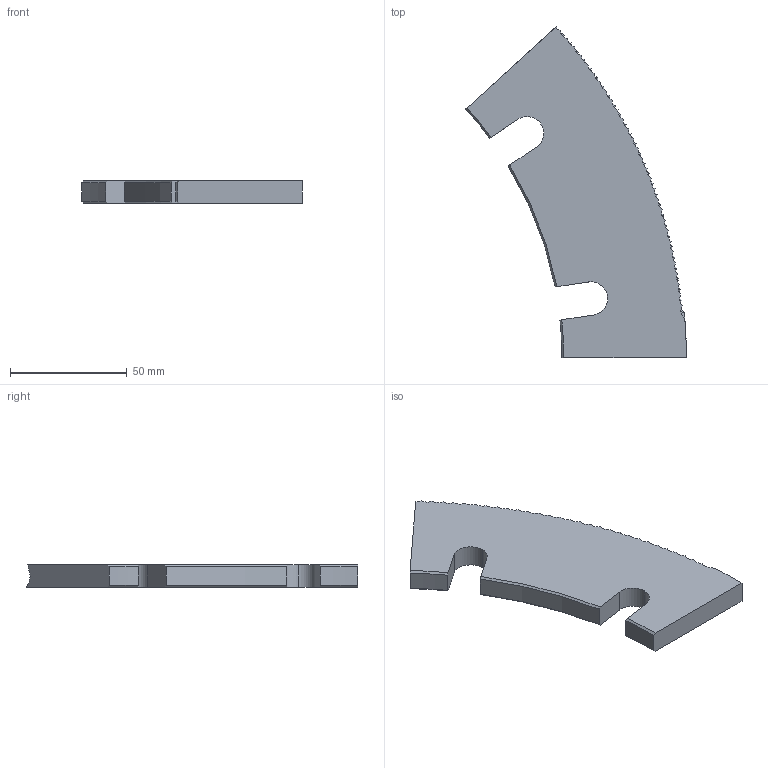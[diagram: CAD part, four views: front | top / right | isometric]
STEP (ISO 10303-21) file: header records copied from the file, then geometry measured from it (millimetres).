
FILE_DESCRIPTION (( 'STEP AP203' ), '1' );
FILE_NAME ('M231157-S.STEP', '2022-04-27T15:34:41', ( '' ), ( '' ), 'SwSTEP 2.0', 'SolidWorks 2020', '' );
FILE_SCHEMA (( 'CONFIG_CONTROL_DESIGN' ));
Length unit declared in the file: inch
Products named in the file (1): M231157-S
Bounding box: 94.33 x 141.74 x 9.49 mm (x, y, z)
Volume: 60058.7 mm3; surface area: 17402.8 mm2
Topology: 1 solids, 1 shells, 84 faces, 246 edges, 164 vertices
Faces by surface type: sphere 60, cylinder 8, plane 8, cone 6, torus 2
Entity records: 3890 total; most frequent: CARTESIAN_POINT 1569, DIRECTION 493, ORIENTED_EDGE 492, EDGE_CURVE 246, AXIS2_PLACEMENT_3D 232, VERTEX_POINT 164, CIRCLE 147, FACE_OUTER_BOUND 84
